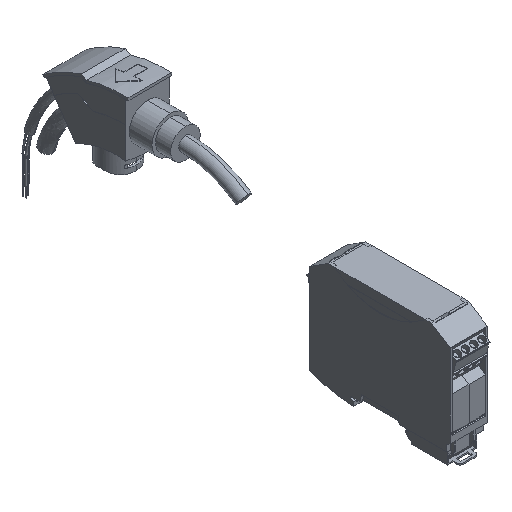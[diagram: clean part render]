
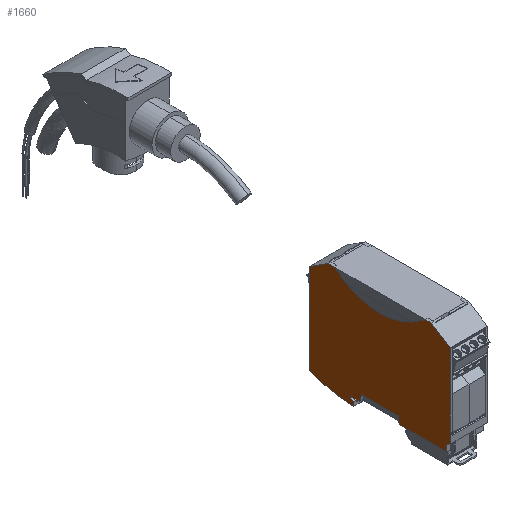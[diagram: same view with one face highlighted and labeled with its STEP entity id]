
A CAD part, isometric view. The second image highlights one B-rep face of the part: STEP entity #1660.
In plain terms, the highlighted face is planar.
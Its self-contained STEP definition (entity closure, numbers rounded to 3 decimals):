
#10=CARTESIAN_POINT('',(0.,35.277,
-8.8));
#20=DIRECTION('',(0.,0.,-1.));
#30=DIRECTION('',(-1.,0.,0.));
#40=AXIS2_PLACEMENT_3D('',#10,#20,#30);
#50=PLANE('',#40);
#60=CARTESIAN_POINT('',(42.152,35.277,
-8.8));
#70=DIRECTION('',(0.,-1.,0.));
#80=VECTOR('',#70,1.);
#90=LINE('',#60,#80);
#100=CARTESIAN_POINT('',(42.152,63.062,
-8.8));
#110=VERTEX_POINT('',#100);
#120=CARTESIAN_POINT('',(42.152,8.691,
-8.8));
#130=VERTEX_POINT('',#120);
#140=EDGE_CURVE('',#110,#130,#90,.T.);
#150=ORIENTED_EDGE('',*,*,#140,.T.);
#160=CARTESIAN_POINT('',(0.011,90.429,
-8.8));
#170=DIRECTION('',(-0.839,0.545,
0.));
#180=VECTOR('',#170,1.);
#190=LINE('',#160,#180);
#200=CARTESIAN_POINT('',(30.852,70.4,
-8.8));
#210=VERTEX_POINT('',#200);
#220=EDGE_CURVE('',#110,#210,#190,.T.);
#230=ORIENTED_EDGE('',*,*,#220,.F.);
#240=CARTESIAN_POINT('',(0.011,70.4,
-8.8));
#250=DIRECTION('',(-1.,0.,0.));
#260=VECTOR('',#250,1.);
#270=LINE('',#240,#260);
#280=CARTESIAN_POINT('',(27.402,70.4,
-8.8));
#290=VERTEX_POINT('',#280);
#300=EDGE_CURVE('',#210,#290,#270,.T.);
#310=ORIENTED_EDGE('',*,*,#300,.F.);
#320=CARTESIAN_POINT('',(0.011,52.612,
-8.8));
#330=DIRECTION('',(0.839,0.545,
0.));
#340=VECTOR('',#330,1.);
#350=LINE('',#320,#340);
#360=CARTESIAN_POINT('',(18.933,64.9,
-8.8));
#370=VERTEX_POINT('',#360);
#380=EDGE_CURVE('',#370,#290,#350,.T.);
#390=ORIENTED_EDGE('',*,*,#380,.T.);
#400=CARTESIAN_POINT('',(-0.348,99.946,
-8.8));
#410=DIRECTION('',(0.,0.,-1.));
#420=DIRECTION('',(-1.,0.,0.));
#430=AXIS2_PLACEMENT_3D('',#400,#410,#420);
#440=CIRCLE('',#430,40.);
#450=CARTESIAN_POINT('',(-19.629,64.9,
-8.8));
#460=VERTEX_POINT('',#450);
#470=EDGE_CURVE('',#370,#460,#440,.T.);
#480=ORIENTED_EDGE('',*,*,#470,.F.);
#490=CARTESIAN_POINT('',(0.011,52.146,
-8.8));
#500=DIRECTION('',(0.839,-0.545,
0.));
#510=VECTOR('',#500,1.);
#520=LINE('',#490,#510);
#530=CARTESIAN_POINT('',(-28.098,70.4,-8.8));
#540=VERTEX_POINT('',#530);
#550=EDGE_CURVE('',#540,#460,#520,.T.);
#560=ORIENTED_EDGE('',*,*,#550,.T.);
#570=CARTESIAN_POINT('',(-31.548,70.4,-8.8));
#580=VERTEX_POINT('',#570);
#590=EDGE_CURVE('',#540,#580,#270,.T.);
#600=ORIENTED_EDGE('',*,*,#590,.F.);
#610=CARTESIAN_POINT('',(0.011,90.894,
-8.8));
#620=DIRECTION('',(-0.839,-0.545,
0.));
#630=VECTOR('',#620,1.);
#640=LINE('',#610,#630);
#650=CARTESIAN_POINT('',(-42.848,63.062,-8.8));
#660=VERTEX_POINT('',#650);
#670=EDGE_CURVE('',#580,#660,#640,.T.);
#680=ORIENTED_EDGE('',*,*,#670,.F.);
#690=CARTESIAN_POINT('',(-42.848,35.277,-8.8));
#700=DIRECTION('',(0.,1.,0.));
#710=VECTOR('',#700,1.);
#720=LINE('',#690,#710);
#730=CARTESIAN_POINT('',(-42.848,12.67,-8.8));
#740=VERTEX_POINT('',#730);
#750=EDGE_CURVE('',#740,#660,#720,.T.);
#760=ORIENTED_EDGE('',*,*,#750,.T.);
#770=CARTESIAN_POINT('',(0.011,-12.074,
-8.8));
#780=DIRECTION('',(0.866,-0.5,
0.));
#790=VECTOR('',#780,1.);
#800=LINE('',#770,#790);
#810=CARTESIAN_POINT('',(-40.648,11.4,-8.8));
#820=VERTEX_POINT('',#810);
#830=EDGE_CURVE('',#740,#820,#800,.T.);
#840=ORIENTED_EDGE('',*,*,#830,.F.);
#850=CARTESIAN_POINT('',(-40.648,35.277,-8.8));
#860=DIRECTION('',(0.,-1.,-0.));
#870=VECTOR('',#860,1.);
#880=LINE('',#850,#870);
#890=CARTESIAN_POINT('',(-40.648,7.5,-8.8));
#900=VERTEX_POINT('',#890);
#910=EDGE_CURVE('',#820,#900,#880,.T.);
#920=ORIENTED_EDGE('',*,*,#910,.F.);
#930=CARTESIAN_POINT('',(0.011,7.5,
-8.8));
#940=DIRECTION('',(-1.,0.,0.));
#950=VECTOR('',#940,1.);
#960=LINE('',#930,#950);
#970=CARTESIAN_POINT('',(-12.165,7.5,
-8.8));
#980=VERTEX_POINT('',#970);
#990=EDGE_CURVE('',#980,#900,#960,.T.);
#1000=ORIENTED_EDGE('',*,*,#990,.T.);
#1010=CARTESIAN_POINT('',(-7.267,35.277,
-8.8));
#1020=DIRECTION('',(-0.174,-0.985,
0.));
#1030=VECTOR('',#1020,1.);
#1040=LINE('',#1010,#1030);
#1050=CARTESIAN_POINT('',(-11.398,11.85,
-8.8));
#1060=VERTEX_POINT('',#1050);
#1070=EDGE_CURVE('',#1060,#980,#1040,.T.);
#1080=ORIENTED_EDGE('',*,*,#1070,.T.);
#1090=CARTESIAN_POINT('',(0.011,11.85,
-8.8));
#1100=DIRECTION('',(1.,0.,0.));
#1110=VECTOR('',#1100,1.);
#1120=LINE('',#1090,#1110);
#1130=CARTESIAN_POINT('',(10.702,11.85,
-8.8));
#1140=VERTEX_POINT('',#1130);
#1150=EDGE_CURVE('',#1060,#1140,#1120,.T.);
#1160=ORIENTED_EDGE('',*,*,#1150,.F.);
#1170=CARTESIAN_POINT('',(6.571,35.277,
-8.8));
#1180=DIRECTION('',(0.174,-0.985,
0.));
#1190=VECTOR('',#1180,1.);
#1200=LINE('',#1170,#1190);
#1210=CARTESIAN_POINT('',(11.469,7.5,
-8.8));
#1220=VERTEX_POINT('',#1210);
#1230=EDGE_CURVE('',#1140,#1220,#1200,.T.);
#1240=ORIENTED_EDGE('',*,*,#1230,.F.);
#1250=CARTESIAN_POINT('',(0.011,7.5,
-8.8));
#1260=DIRECTION('',(1.,0.,0.));
#1270=VECTOR('',#1260,1.);
#1280=LINE('',#1250,#1270);
#1290=CARTESIAN_POINT('',(17.152,7.5,
-8.8));
#1300=VERTEX_POINT('',#1290);
#1310=EDGE_CURVE('',#1220,#1300,#1280,.T.);
#1320=ORIENTED_EDGE('',*,*,#1310,.F.);
#1330=CARTESIAN_POINT('',(17.152,35.277,
-8.8));
#1340=DIRECTION('',(0.,1.,0.));
#1350=VECTOR('',#1340,1.);
#1360=LINE('',#1330,#1350);
#1370=CARTESIAN_POINT('',(17.152,6.5,
-8.8));
#1380=VERTEX_POINT('',#1370);
#1390=EDGE_CURVE('',#1380,#1300,#1360,.T.);
#1400=ORIENTED_EDGE('',*,*,#1390,.T.);
#1410=CARTESIAN_POINT('',(0.011,-1.493,
-8.8));
#1420=DIRECTION('',(-0.906,-0.423,
0.));
#1430=VECTOR('',#1420,1.);
#1440=LINE('',#1410,#1430);
#1450=CARTESIAN_POINT('',(15.352,5.661,
-8.8));
#1460=VERTEX_POINT('',#1450);
#1470=EDGE_CURVE('',#1380,#1460,#1440,.T.);
#1480=ORIENTED_EDGE('',*,*,#1470,.F.);
#1490=CARTESIAN_POINT('',(15.352,35.277,
-8.8));
#1500=DIRECTION('',(0.,1.,0.));
#1510=VECTOR('',#1500,1.);
#1520=LINE('',#1490,#1510);
#1530=CARTESIAN_POINT('',(15.352,3.28,
-8.8));
#1540=VERTEX_POINT('',#1530);
#1550=EDGE_CURVE('',#1540,#1460,#1520,.T.);
#1560=ORIENTED_EDGE('',*,*,#1550,.T.);
#1570=CARTESIAN_POINT('',(13.152,83.25,
-8.8));
#1580=DIRECTION('',(0.,0.,-1.));
#1590=DIRECTION('',(-1.,0.,0.));
#1600=AXIS2_PLACEMENT_3D('',#1570,#1580,#1590);
#1610=CIRCLE('',#1600,80.);
#1620=EDGE_CURVE('',#130,#1540,#1610,.T.);
#1630=ORIENTED_EDGE('',*,*,#1620,.T.);
#1640=EDGE_LOOP('',(#1630,#1560,#1480,#1400,#1320,#1240,#1160,#1080,
#1000,#920,#840,#760,#680,#600,#560,#480,#390,#310,#230,#150));
#1650=FACE_OUTER_BOUND('',#1640,.T.);
#1660=ADVANCED_FACE('',(#1650),#50,.T.);
